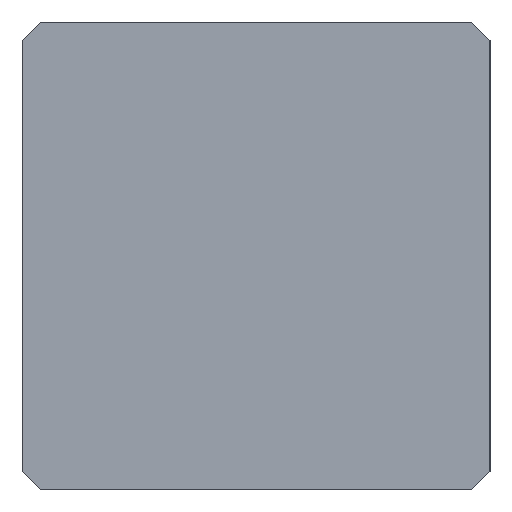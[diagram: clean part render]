
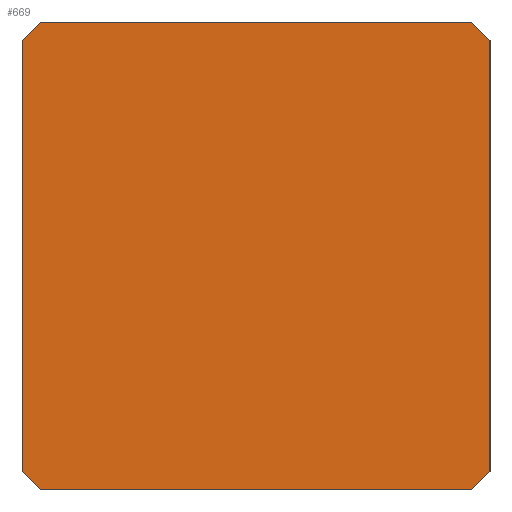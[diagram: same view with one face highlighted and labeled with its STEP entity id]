
A CAD part, left-side view. The second image highlights one B-rep face of the part: STEP entity #669.
In plain terms, the highlighted planar face has unit normal (-1, 0, 0).
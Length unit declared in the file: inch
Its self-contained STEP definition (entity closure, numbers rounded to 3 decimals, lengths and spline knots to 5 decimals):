
#6 = DIRECTION ( 'NONE',  ( 0., -0.707, 0.707 ) ) ;
#15 = CARTESIAN_POINT ( 'NONE',  ( -3., -0.23031, 0.25 ) ) ;
#28 = VECTOR ( 'NONE', #2055, 39.37008 ) ;
#98 = CARTESIAN_POINT ( 'NONE',  ( -3., -0.23031, -0.25 ) ) ;
#146 = EDGE_CURVE ( 'NONE', #1020, #2061, #281, .T. ) ;
#281 = LINE ( 'NONE', #1398, #904 ) ;
#320 = CARTESIAN_POINT ( 'NONE',  ( -3., -0.25, -0.23031 ) ) ;
#334 = EDGE_CURVE ( 'NONE', #1900, #622, #1249, .T. ) ;
#367 = LINE ( 'NONE', #1531, #591 ) ;
#370 = ORIENTED_EDGE ( 'NONE', *, *, #146, .F. ) ;
#457 = CARTESIAN_POINT ( 'NONE',  ( -3., -0.25, 0.25 ) ) ;
#473 = LINE ( 'NONE', #2240, #28 ) ;
#501 = EDGE_CURVE ( 'NONE', #1900, #848, #2300, .T. ) ;
#573 = CARTESIAN_POINT ( 'NONE',  ( -3., -0.25, 0.23031 ) ) ;
#591 = VECTOR ( 'NONE', #1495, 39.37008 ) ;
#622 = VERTEX_POINT ( 'NONE', #2823 ) ;
#653 = CARTESIAN_POINT ( 'NONE',  ( -3., -0.23031, -0.25 ) ) ;
#669 = ADVANCED_FACE ( 'NONE', ( #1732 ), #2418, .F. ) ;
#672 = ORIENTED_EDGE ( 'NONE', *, *, #334, .F. ) ;
#682 = ORIENTED_EDGE ( 'NONE', *, *, #1746, .F. ) ;
#731 = VERTEX_POINT ( 'NONE', #1591 ) ;
#814 = CARTESIAN_POINT ( 'NONE',  ( -3., 0.25, -0.25 ) ) ;
#831 = DIRECTION ( 'NONE',  ( 0., 1., 0. ) ) ;
#848 = VERTEX_POINT ( 'NONE', #320 ) ;
#904 = VECTOR ( 'NONE', #981, 39.37008 ) ;
#981 = DIRECTION ( 'NONE',  ( 0., -1., 0. ) ) ;
#1020 = VERTEX_POINT ( 'NONE', #2726 ) ;
#1096 = VERTEX_POINT ( 'NONE', #573 ) ;
#1151 = EDGE_LOOP ( 'NONE', ( #672, #2860, #1754, #1942, #370, #2468, #682, #2154 ) ) ;
#1196 = VECTOR ( 'NONE', #6, 39.37008 ) ;
#1249 = LINE ( 'NONE', #814, #1594 ) ;
#1303 = CARTESIAN_POINT ( 'NONE',  ( -3., 0., 0. ) ) ;
#1317 = DIRECTION ( 'NONE',  ( 0., 0.707, 0.707 ) ) ;
#1353 = EDGE_CURVE ( 'NONE', #1096, #848, #1563, .T. ) ;
#1398 = CARTESIAN_POINT ( 'NONE',  ( -3., 0.25, 0.25 ) ) ;
#1454 = CARTESIAN_POINT ( 'NONE',  ( -3., -0.25, 0.23031 ) ) ;
#1495 = DIRECTION ( 'NONE',  ( 0., 0.707, -0.707 ) ) ;
#1531 = CARTESIAN_POINT ( 'NONE',  ( -3., 0.23031, 0.25 ) ) ;
#1563 = LINE ( 'NONE', #457, #1720 ) ;
#1591 = CARTESIAN_POINT ( 'NONE',  ( -3., 0.25, -0.23031 ) ) ;
#1594 = VECTOR ( 'NONE', #831, 39.37008 ) ;
#1720 = VECTOR ( 'NONE', #2701, 39.37008 ) ;
#1732 = FACE_OUTER_BOUND ( 'NONE', #1151, .T. ) ;
#1746 = EDGE_CURVE ( 'NONE', #731, #2096, #473, .T. ) ;
#1754 = ORIENTED_EDGE ( 'NONE', *, *, #1353, .F. ) ;
#1900 = VERTEX_POINT ( 'NONE', #653 ) ;
#1927 = EDGE_CURVE ( 'NONE', #731, #622, #2137, .T. ) ;
#1942 = ORIENTED_EDGE ( 'NONE', *, *, #2805, .T. ) ;
#1988 = AXIS2_PLACEMENT_3D ( 'NONE', #1303, #2849, #2647 ) ;
#2055 = DIRECTION ( 'NONE',  ( 0., 0., 1. ) ) ;
#2061 = VERTEX_POINT ( 'NONE', #15 ) ;
#2096 = VERTEX_POINT ( 'NONE', #2723 ) ;
#2137 = LINE ( 'NONE', #2840, #2846 ) ;
#2154 = ORIENTED_EDGE ( 'NONE', *, *, #1927, .T. ) ;
#2240 = CARTESIAN_POINT ( 'NONE',  ( -3., 0.25, 0.25 ) ) ;
#2255 = VECTOR ( 'NONE', #1317, 39.37008 ) ;
#2300 = LINE ( 'NONE', #98, #1196 ) ;
#2354 = EDGE_CURVE ( 'NONE', #1020, #2096, #367, .T. ) ;
#2418 = PLANE ( 'NONE',  #1988 ) ;
#2430 = LINE ( 'NONE', #1454, #2255 ) ;
#2468 = ORIENTED_EDGE ( 'NONE', *, *, #2354, .T. ) ;
#2647 = DIRECTION ( 'NONE',  ( 0., 0., -1. ) ) ;
#2701 = DIRECTION ( 'NONE',  ( 0., 0., -1. ) ) ;
#2723 = CARTESIAN_POINT ( 'NONE',  ( -3., 0.25, 0.23031 ) ) ;
#2726 = CARTESIAN_POINT ( 'NONE',  ( -3., 0.23031, 0.25 ) ) ;
#2805 = EDGE_CURVE ( 'NONE', #1096, #2061, #2430, .T. ) ;
#2823 = CARTESIAN_POINT ( 'NONE',  ( -3., 0.23031, -0.25 ) ) ;
#2827 = DIRECTION ( 'NONE',  ( 0., -0.707, -0.707 ) ) ;
#2840 = CARTESIAN_POINT ( 'NONE',  ( -3., 0.25, -0.23031 ) ) ;
#2846 = VECTOR ( 'NONE', #2827, 39.37008 ) ;
#2849 = DIRECTION ( 'NONE',  ( 1., 0., 0. ) ) ;
#2860 = ORIENTED_EDGE ( 'NONE', *, *, #501, .T. ) ;
